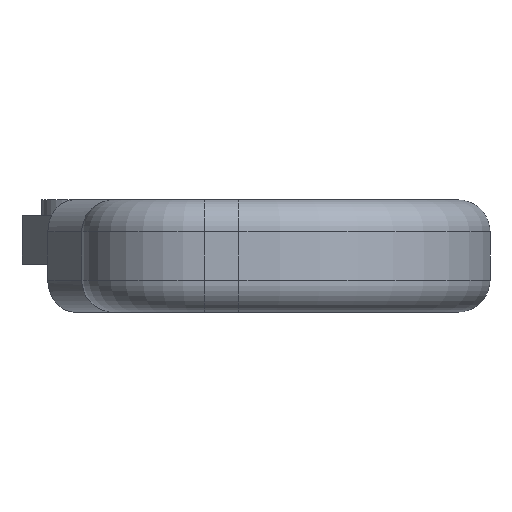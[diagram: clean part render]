
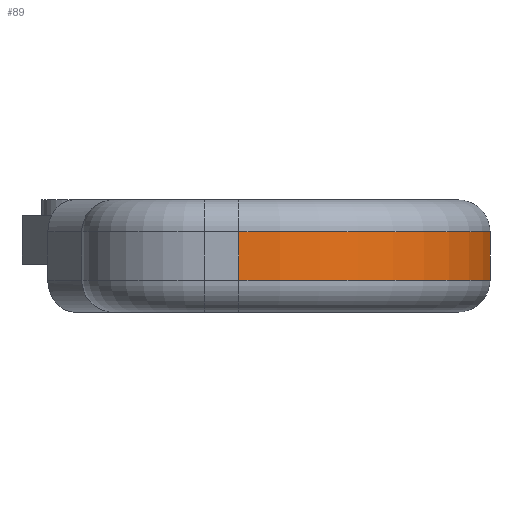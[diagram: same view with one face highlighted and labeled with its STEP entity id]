
A CAD part, left-side view. The second image highlights one B-rep face of the part: STEP entity #89.
In plain terms, the highlighted cylindrical face has radius 15.728 mm (diameter 31.456 mm), a partial arc.
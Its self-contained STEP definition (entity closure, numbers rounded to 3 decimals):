
#89=ADVANCED_FACE('',(#134),#123,.T.);
#123=CYLINDRICAL_SURFACE('',#565,15.728);
#134=FACE_OUTER_BOUND('',#161,.T.);
#161=EDGE_LOOP('',(#228,#229,#230,#231));
#202=CIRCLE('',#563,15.728);
#203=CIRCLE('',#564,15.728);
#228=ORIENTED_EDGE('',*,*,#416,.T.);
#229=ORIENTED_EDGE('',*,*,#417,.T.);
#230=ORIENTED_EDGE('',*,*,#418,.F.);
#231=ORIENTED_EDGE('',*,*,#419,.T.);
#370=VERTEX_POINT('',#788);
#371=VERTEX_POINT('',#789);
#372=VERTEX_POINT('',#791);
#373=VERTEX_POINT('',#793);
#416=EDGE_CURVE('',#370,#371,#487,.T.);
#417=EDGE_CURVE('',#371,#372,#202,.T.);
#418=EDGE_CURVE('',#373,#372,#488,.T.);
#419=EDGE_CURVE('',#373,#370,#203,.T.);
#487=LINE('',#787,#524);
#488=LINE('',#792,#525);
#524=VECTOR('',#626,1.);
#525=VECTOR('',#629,1.);
#563=AXIS2_PLACEMENT_3D('',#790,#627,#628);
#564=AXIS2_PLACEMENT_3D('',#794,#630,#631);
#565=AXIS2_PLACEMENT_3D('',#795,#632,#633);
#626=DIRECTION('',(0.,0.,-1.));
#627=DIRECTION('',(0.,0.,1.));
#628=DIRECTION('',(1.,0.,0.));
#629=DIRECTION('',(0.,0.,-1.));
#630=DIRECTION('',(0.,0.,-1.));
#631=DIRECTION('',(1.,0.,0.));
#632=DIRECTION('',(0.,0.,-1.));
#633=DIRECTION('',(-1.,0.,0.));
#787=CARTESIAN_POINT('',(-52.279,-9.825,4.));
#788=CARTESIAN_POINT('',(-52.279,-9.825,2.));
#789=CARTESIAN_POINT('',(-52.279,-9.825,-1.));
#790=CARTESIAN_POINT('',(-36.551,-9.825,-1.));
#791=CARTESIAN_POINT('',(-26.025,-21.512,-1.));
#792=CARTESIAN_POINT('',(-26.025,-21.512,4.));
#793=CARTESIAN_POINT('',(-26.025,-21.512,2.));
#794=CARTESIAN_POINT('',(-36.551,-9.825,2.));
#795=CARTESIAN_POINT('',(-36.551,-9.825,4.));
